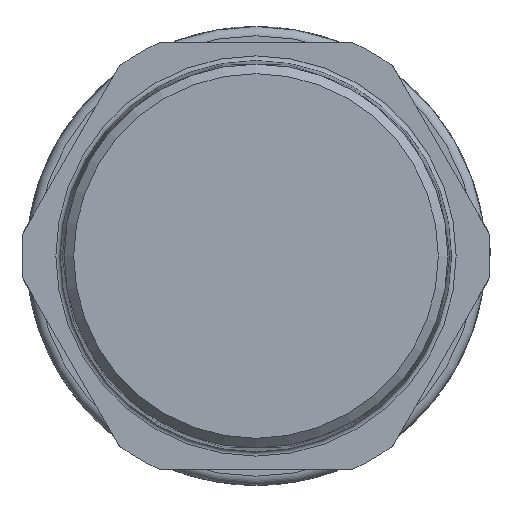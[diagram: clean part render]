
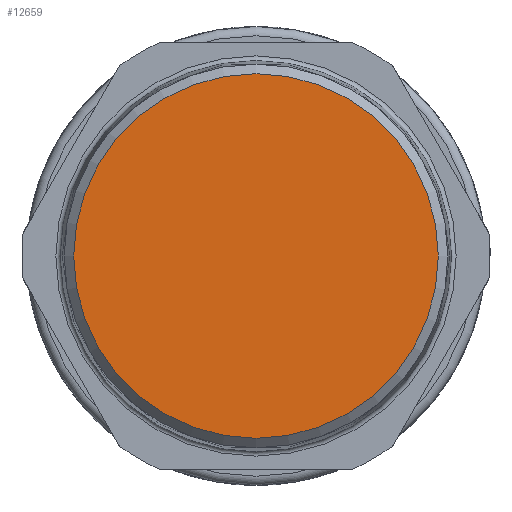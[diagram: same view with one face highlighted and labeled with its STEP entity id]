
A CAD part, left-side view. The second image highlights one B-rep face of the part: STEP entity #12659.
In plain terms, the highlighted planar face has unit normal (-1, 0, 0).
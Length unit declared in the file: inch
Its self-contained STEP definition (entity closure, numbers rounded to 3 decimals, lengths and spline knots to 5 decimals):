
#2766=FACE_OUTER_BOUND('',#3405,.T.);
#3405=EDGE_LOOP('',(#11078));
#4143=CIRCLE('',#14032,0.77396);
#5436=VERTEX_POINT('',#26320);
#7326=EDGE_CURVE('',#5436,#5436,#4143,.T.);
#11078=ORIENTED_EDGE('',*,*,#7326,.F.);
#11400=PLANE('',#14031);
#12659=ADVANCED_FACE('',(#2766),#11400,.T.);
#14031=AXIS2_PLACEMENT_3D('',#26319,#17229,#17230);
#14032=AXIS2_PLACEMENT_3D('',#26321,#17231,#17232);
#17229=DIRECTION('center_axis',(-1.,0.,0.));
#17230=DIRECTION('ref_axis',(0.,0.,
-1.));
#17231=DIRECTION('center_axis',(1.,0.,0.));
#17232=DIRECTION('ref_axis',(0.,1.,0.));
#26319=CARTESIAN_POINT('Origin',(-2.05787,-0.81333,0.));
#26320=CARTESIAN_POINT('',(-2.05787,-0.77396,0.));
#26321=CARTESIAN_POINT('Origin',(-2.05787,0.,
0.));
